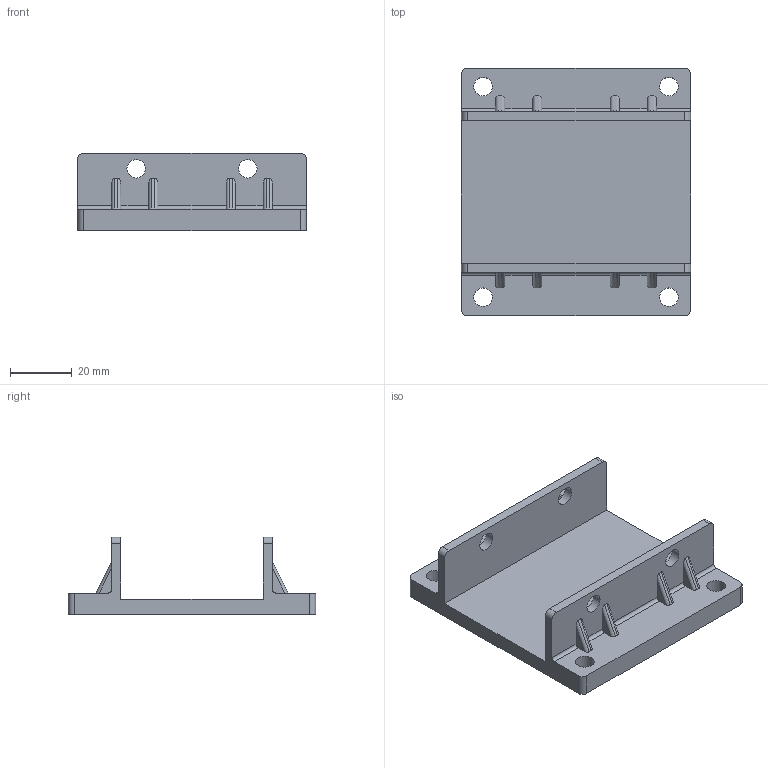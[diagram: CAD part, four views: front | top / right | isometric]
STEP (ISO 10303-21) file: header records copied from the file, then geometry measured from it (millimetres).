
FILE_DESCRIPTION(/* description */ ('Unknown'),/* implementation_level */ '2;1');
FILE_NAME(/* name */ 'Floor Mounting Plate',/* time_stamp */ '2023-06-03T09:42:29-04:00',/* author */ ('Unknown'),/* organization */ ('Unknown'),/* preprocessor_version */ 'ST-DEVELOPER v18.102',/* originating_system */ 'Solid Edge',/* authorisation */ 'Unknown');
FILE_SCHEMA (('AUTOMOTIVE_DESIGN {1 0 10303 214 3 1 1}'));
Length unit declared in the file: millimetre
Products named in the file (1): Floor Mounting Plate
Bounding box: 74 x 80 x 25 mm (x, y, z)
Volume: 42050.5 mm3; surface area: 20091 mm2
Topology: 1 solids, 1 shells, 88 faces, 262 edges, 176 vertices
Faces by surface type: plane 46, cylinder 42
Full cylindrical faces by diameter (mm): 6 x8
Entity records: 2984 total; most frequent: DIRECTION 528, CARTESIAN_POINT 511, ORIENTED_EDGE 500, EDGE_CURVE 250, AXIS2_PLACEMENT_3D 189, VERTEX_POINT 172, LINE 150, VECTOR 150
